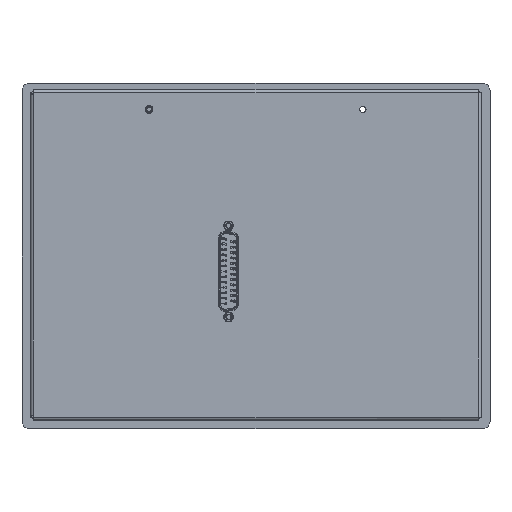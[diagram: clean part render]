
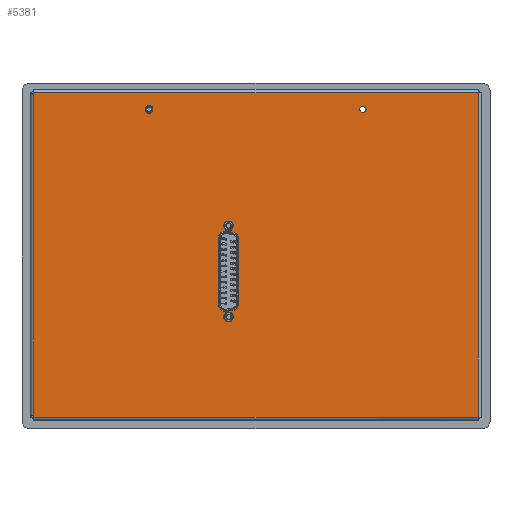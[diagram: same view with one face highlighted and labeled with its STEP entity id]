
A CAD part, top view. The second image highlights one B-rep face of the part: STEP entity #5381.
In plain terms, the highlighted planar face has unit normal (0, 0, 1).
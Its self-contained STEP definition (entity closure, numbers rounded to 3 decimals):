
#2118=FACE_BOUND('',#19227,.T.);
#2119=FACE_BOUND('',#19228,.T.);
#2120=FACE_BOUND('',#19229,.T.);
#2121=FACE_BOUND('',#19230,.T.);
#2122=FACE_BOUND('',#19231,.T.);
#2123=FACE_BOUND('',#19232,.T.);
#5381=ADVANCED_FACE('',(#2118,#2119,#2120,#2121,#2122,#2123),#9906,.F.);
#9906=PLANE('',#96457);
#19227=EDGE_LOOP('',(#54613));
#19228=EDGE_LOOP('',(#54614));
#19229=EDGE_LOOP('',(#54615,#54616,#54617,#54618,#54619,#54620));
#19230=EDGE_LOOP('',(#54621,#54622,#54623,#54624,#54625,#54626,#54627,#54628));
#19231=EDGE_LOOP('',(#54629));
#19232=EDGE_LOOP('',(#54630));
#27189=LINE('',#140440,#38017);
#27190=LINE('',#140443,#38018);
#27191=LINE('',#140445,#38019);
#27192=LINE('',#140447,#38020);
#27193=LINE('',#140449,#38021);
#27194=LINE('',#140451,#38022);
#27195=LINE('',#140455,#38023);
#27196=LINE('',#140459,#38024);
#27197=LINE('',#140463,#38025);
#27198=LINE('',#140467,#38026);
#38017=VECTOR('',#109942,1.);
#38018=VECTOR('',#109943,1.);
#38019=VECTOR('',#109944,1.);
#38020=VECTOR('',#109945,1.);
#38021=VECTOR('',#109946,1.);
#38022=VECTOR('',#109947,1.);
#38023=VECTOR('',#109950,1.);
#38024=VECTOR('',#109953,1.);
#38025=VECTOR('',#109956,1.);
#38026=VECTOR('',#109959,1.);
#54613=ORIENTED_EDGE('',*,*,#84582,.T.);
#54614=ORIENTED_EDGE('',*,*,#84584,.T.);
#54615=ORIENTED_EDGE('',*,*,#84595,.F.);
#54616=ORIENTED_EDGE('',*,*,#84596,.F.);
#54617=ORIENTED_EDGE('',*,*,#84597,.F.);
#54618=ORIENTED_EDGE('',*,*,#84598,.F.);
#54619=ORIENTED_EDGE('',*,*,#84599,.F.);
#54620=ORIENTED_EDGE('',*,*,#84600,.F.);
#54621=ORIENTED_EDGE('',*,*,#84601,.T.);
#54622=ORIENTED_EDGE('',*,*,#84602,.T.);
#54623=ORIENTED_EDGE('',*,*,#84603,.T.);
#54624=ORIENTED_EDGE('',*,*,#84604,.T.);
#54625=ORIENTED_EDGE('',*,*,#84605,.T.);
#54626=ORIENTED_EDGE('',*,*,#84606,.T.);
#54627=ORIENTED_EDGE('',*,*,#84607,.T.);
#54628=ORIENTED_EDGE('',*,*,#84608,.T.);
#54629=ORIENTED_EDGE('',*,*,#84593,.T.);
#54630=ORIENTED_EDGE('',*,*,#84591,.T.);
#74124=VERTEX_POINT('',#140401);
#74126=VERTEX_POINT('',#140406);
#74133=VERTEX_POINT('',#140431);
#74135=VERTEX_POINT('',#140436);
#74137=VERTEX_POINT('',#140441);
#74138=VERTEX_POINT('',#140442);
#74139=VERTEX_POINT('',#140444);
#74140=VERTEX_POINT('',#140446);
#74141=VERTEX_POINT('',#140448);
#74142=VERTEX_POINT('',#140450);
#74143=VERTEX_POINT('',#140453);
#74144=VERTEX_POINT('',#140454);
#74145=VERTEX_POINT('',#140456);
#74146=VERTEX_POINT('',#140458);
#74147=VERTEX_POINT('',#140460);
#74148=VERTEX_POINT('',#140462);
#74149=VERTEX_POINT('',#140464);
#74150=VERTEX_POINT('',#140466);
#84582=EDGE_CURVE('',#74124,#74124,#92897,.T.);
#84584=EDGE_CURVE('',#74126,#74126,#92899,.T.);
#84591=EDGE_CURVE('',#74133,#74133,#92906,.T.);
#84593=EDGE_CURVE('',#74135,#74135,#92908,.T.);
#84595=EDGE_CURVE('',#74137,#74138,#27189,.T.);
#84596=EDGE_CURVE('',#74139,#74137,#27190,.T.);
#84597=EDGE_CURVE('',#74140,#74139,#27191,.T.);
#84598=EDGE_CURVE('',#74141,#74140,#27192,.T.);
#84599=EDGE_CURVE('',#74142,#74141,#27193,.T.);
#84600=EDGE_CURVE('',#74138,#74142,#27194,.T.);
#84601=EDGE_CURVE('',#74143,#74144,#92910,.T.);
#84602=EDGE_CURVE('',#74144,#74145,#27195,.T.);
#84603=EDGE_CURVE('',#74145,#74146,#92911,.T.);
#84604=EDGE_CURVE('',#74146,#74147,#27196,.T.);
#84605=EDGE_CURVE('',#74147,#74148,#92912,.T.);
#84606=EDGE_CURVE('',#74148,#74149,#27197,.T.);
#84607=EDGE_CURVE('',#74149,#74150,#92913,.T.);
#84608=EDGE_CURVE('',#74150,#74143,#27198,.T.);
#92897=CIRCLE('',#96426,1.6);
#92899=CIRCLE('',#96429,2.);
#92906=CIRCLE('',#96447,1.75);
#92908=CIRCLE('',#96450,1.75);
#92910=CIRCLE('',#96453,3.7);
#92911=CIRCLE('',#96454,3.7);
#92912=CIRCLE('',#96455,3.7);
#92913=CIRCLE('',#96456,3.7);
#96426=AXIS2_PLACEMENT_3D('',#140400,#109888,#109889);
#96429=AXIS2_PLACEMENT_3D('',#140405,#109894,#109895);
#96447=AXIS2_PLACEMENT_3D('',#140430,#109930,#109931);
#96450=AXIS2_PLACEMENT_3D('',#140435,#109936,#109937);
#96453=AXIS2_PLACEMENT_3D('',#140452,#109948,#109949);
#96454=AXIS2_PLACEMENT_3D('',#140457,#109951,#109952);
#96455=AXIS2_PLACEMENT_3D('',#140461,#109954,#109955);
#96456=AXIS2_PLACEMENT_3D('',#140465,#109957,#109958);
#96457=AXIS2_PLACEMENT_3D('',#140468,#109960,#109961);
#109888=DIRECTION('',(0.,0.,-1.));
#109889=DIRECTION('',(0.,-1.,0.));
#109894=DIRECTION('',(0.,0.,-1.));
#109895=DIRECTION('',(0.,-1.,0.));
#109930=DIRECTION('',(0.,0.,-1.));
#109931=DIRECTION('',(1.,0.,0.));
#109936=DIRECTION('',(0.,0.,-1.));
#109937=DIRECTION('',(1.,0.,0.));
#109942=DIRECTION('',(-1.,0.,0.));
#109943=DIRECTION('',(0.,-1.,0.));
#109944=DIRECTION('',(1.,0.,0.));
#109945=DIRECTION('',(0.,1.,0.));
#109946=DIRECTION('',(0.,1.,0.));
#109947=DIRECTION('',(0.,1.,0.));
#109948=DIRECTION('',(0.,0.,-1.));
#109949=DIRECTION('',(-1.,0.,0.));
#109950=DIRECTION('',(0.985,-0.174,0.));
#109951=DIRECTION('',(0.,0.,-1.));
#109952=DIRECTION('',(-1.,0.,0.));
#109953=DIRECTION('',(0.,-1.,0.));
#109954=DIRECTION('',(0.,0.,-1.));
#109955=DIRECTION('',(-1.,0.,0.));
#109956=DIRECTION('',(-0.985,-0.174,0.));
#109957=DIRECTION('',(0.,0.,-1.));
#109958=DIRECTION('',(-1.,0.,0.));
#109959=DIRECTION('',(0.,1.,0.));
#109960=DIRECTION('',(0.,0.,-1.));
#109961=DIRECTION('',(1.,0.,0.));
#140400=CARTESIAN_POINT('',(-121.057,158.3,62.5));
#140401=CARTESIAN_POINT('',(-121.057,159.9,62.5));
#140405=CARTESIAN_POINT('',(-231.057,158.3,62.5));
#140406=CARTESIAN_POINT('',(-231.057,160.3,62.5));
#140430=CARTESIAN_POINT('',(-190.157,98.5,62.5));
#140431=CARTESIAN_POINT('',(-191.907,98.5,62.5));
#140435=CARTESIAN_POINT('',(-190.157,51.5,62.5));
#140436=CARTESIAN_POINT('',(-191.907,51.5,62.5));
#140440=CARTESIAN_POINT('',(-233.257,0.,62.5));
#140441=CARTESIAN_POINT('',(-61.657,0.,62.5));
#140442=CARTESIAN_POINT('',(-290.457,0.,62.5));
#140443=CARTESIAN_POINT('',(-61.657,41.5,62.5));
#140444=CARTESIAN_POINT('',(-61.657,167.,62.5));
#140445=CARTESIAN_POINT('',(-118.857,167.,62.5));
#140446=CARTESIAN_POINT('',(-290.457,167.,62.5));
#140447=CARTESIAN_POINT('',(-290.457,125.5,62.5));
#140448=CARTESIAN_POINT('',(-290.457,166.,62.5));
#140449=CARTESIAN_POINT('',(-290.457,125.5,62.5));
#140450=CARTESIAN_POINT('',(-290.457,1.,62.5));
#140451=CARTESIAN_POINT('',(-290.457,125.5,62.5));
#140452=CARTESIAN_POINT('',(-191.707,92.,62.5));
#140453=CARTESIAN_POINT('',(-195.407,92.,62.5));
#140454=CARTESIAN_POINT('',(-191.065,95.644,62.5));
#140455=CARTESIAN_POINT('',(-181.199,93.904,62.5));
#140456=CARTESIAN_POINT('',(-187.965,95.097,62.5));
#140457=CARTESIAN_POINT('',(-188.607,91.453,62.5));
#140458=CARTESIAN_POINT('',(-184.907,91.453,62.5));
#140459=CARTESIAN_POINT('',(-184.907,71.023,62.5));
#140460=CARTESIAN_POINT('',(-184.907,58.547,62.5));
#140461=CARTESIAN_POINT('',(-188.607,58.547,62.5));
#140462=CARTESIAN_POINT('',(-187.965,54.903,62.5));
#140463=CARTESIAN_POINT('',(-181.295,56.079,62.5));
#140464=CARTESIAN_POINT('',(-191.065,54.356,62.5));
#140465=CARTESIAN_POINT('',(-191.707,58.,62.5));
#140466=CARTESIAN_POINT('',(-195.407,58.,62.5));
#140467=CARTESIAN_POINT('',(-195.407,87.75,62.5));
#140468=CARTESIAN_POINT('',(-176.057,83.5,62.5));
